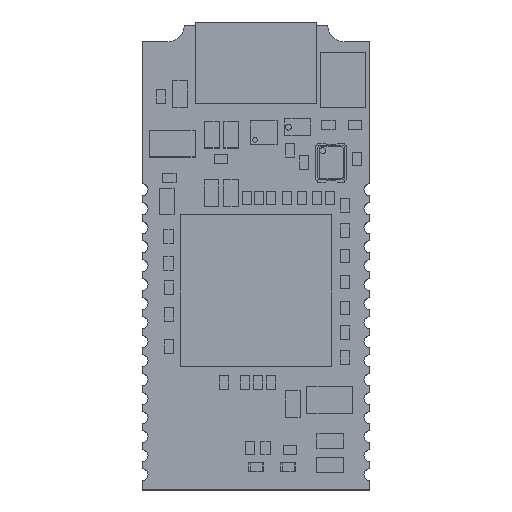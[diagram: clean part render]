
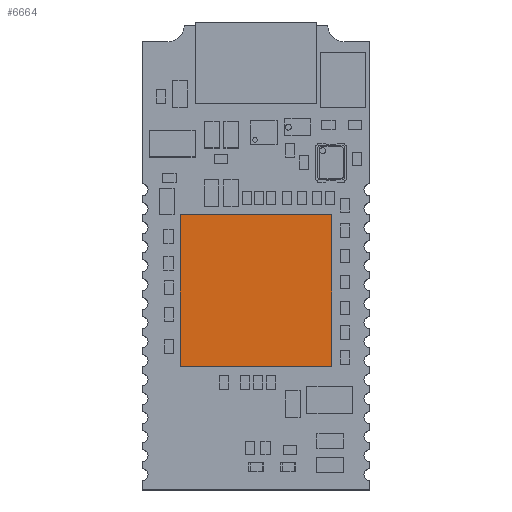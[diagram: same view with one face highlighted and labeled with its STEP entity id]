
A CAD part, top view. The second image highlights one B-rep face of the part: STEP entity #6664.
In plain terms, the highlighted planar face has unit normal (0, 0, 1).
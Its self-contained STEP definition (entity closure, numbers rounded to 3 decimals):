
#1855=FACE_OUTER_BOUND('',#2158,.T.);
#2158=EDGE_LOOP('',(#5449,#5450,#5451,#5452));
#2575=LINE('',#11113,#3202);
#2577=LINE('',#11117,#3204);
#2579=LINE('',#11121,#3206);
#2581=LINE('',#11124,#3208);
#3202=VECTOR('',#8837,1.);
#3204=VECTOR('',#8841,1.);
#3206=VECTOR('',#8845,1.);
#3208=VECTOR('',#8849,1.);
#3798=VERTEX_POINT('',#11110);
#3799=VERTEX_POINT('',#11112);
#3800=VERTEX_POINT('',#11116);
#3801=VERTEX_POINT('',#11120);
#4387=EDGE_CURVE('',#3798,#3799,#2575,.T.);
#4389=EDGE_CURVE('',#3799,#3800,#2577,.T.);
#4391=EDGE_CURVE('',#3800,#3801,#2579,.T.);
#4393=EDGE_CURVE('',#3801,#3798,#2581,.T.);
#5449=ORIENTED_EDGE('',*,*,#4387,.F.);
#5450=ORIENTED_EDGE('',*,*,#4393,.F.);
#5451=ORIENTED_EDGE('',*,*,#4391,.F.);
#5452=ORIENTED_EDGE('',*,*,#4389,.F.);
#6390=PLANE('',#7451);
#6664=ADVANCED_FACE('',(#1855),#6390,.T.);
#7451=AXIS2_PLACEMENT_3D('',#11125,#8850,#8851);
#8837=DIRECTION('',(-1.,0.,0.));
#8841=DIRECTION('',(0.,1.,0.));
#8845=DIRECTION('',(1.,0.,0.));
#8849=DIRECTION('',(0.,-1.,0.));
#8850=DIRECTION('center_axis',(0.,0.,1.));
#8851=DIRECTION('ref_axis',(1.,0.,0.));
#11110=CARTESIAN_POINT('',(5.075,-5.075,0.45));
#11112=CARTESIAN_POINT('',(-5.075,-5.075,0.45));
#11113=CARTESIAN_POINT('',(5.075,-5.075,0.45));
#11116=CARTESIAN_POINT('',(-5.075,5.075,0.45));
#11117=CARTESIAN_POINT('',(-5.075,-5.075,0.45));
#11120=CARTESIAN_POINT('',(5.075,5.075,0.45));
#11121=CARTESIAN_POINT('',(-5.075,5.075,0.45));
#11124=CARTESIAN_POINT('',(5.075,5.075,0.45));
#11125=CARTESIAN_POINT('Origin',(5.075,-5.075,0.45));
